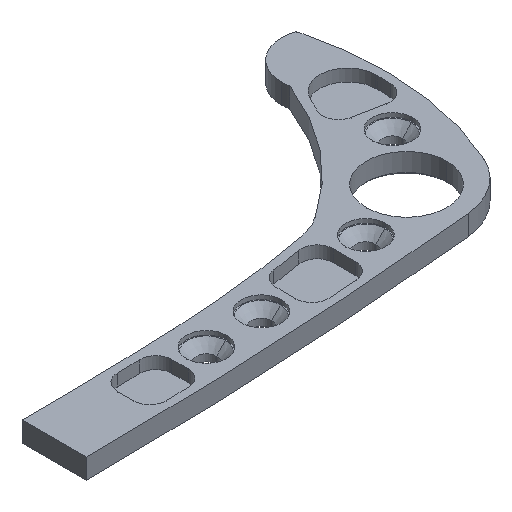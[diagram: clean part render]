
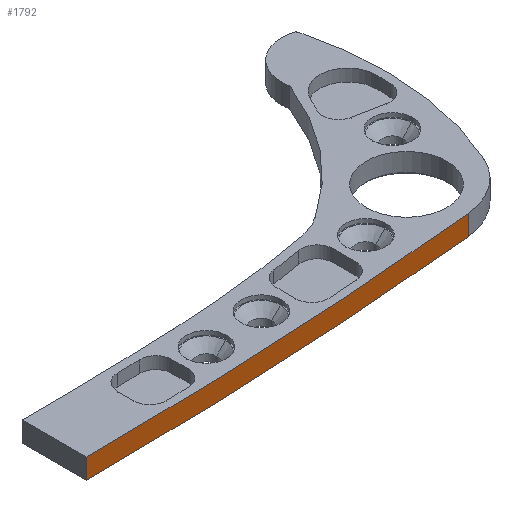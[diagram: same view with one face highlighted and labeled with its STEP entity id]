
A CAD part, isometric view. The second image highlights one B-rep face of the part: STEP entity #1792.
In plain terms, the highlighted cylindrical face has radius 1000 mm (diameter 2000 mm), a partial arc.
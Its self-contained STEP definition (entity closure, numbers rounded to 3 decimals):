
#5 = CARTESIAN_POINT ( 'NONE',  ( 1.399, -13.93, 0. ) ) ;
#48 = FACE_OUTER_BOUND ( 'NONE', #576, .T. ) ;
#52 = LINE ( 'NONE', #86, #513 ) ;
#64 = ORIENTED_EDGE ( 'NONE', *, *, #959, .T. ) ;
#86 = CARTESIAN_POINT ( 'NONE',  ( -98.5, -18.932, 5. ) ) ;
#218 = DIRECTION ( 'NONE',  ( 0., 0., -1. ) ) ;
#235 = DIRECTION ( 'NONE',  ( 0., 0., 1. ) ) ;
#409 = CIRCLE ( 'NONE', #1260, 1000. ) ;
#513 = VECTOR ( 'NONE', #218, 1000. ) ;
#576 = EDGE_LOOP ( 'NONE', ( #886, #969, #2136, #64 ) ) ;
#617 = CIRCLE ( 'NONE', #758, 1000. ) ;
#679 = CARTESIAN_POINT ( 'NONE',  ( -98.5, -18.932, 5. ) ) ;
#758 = AXIS2_PLACEMENT_3D ( 'NONE', #2033, #235, #906 ) ;
#852 = EDGE_CURVE ( 'NONE', #1366, #1228, #2179, .T. ) ;
#857 = DIRECTION ( 'NONE',  ( 1., 0., 0. ) ) ;
#870 = DIRECTION ( 'NONE',  ( -1., 0., 0. ) ) ;
#880 = DIRECTION ( 'NONE',  ( 0., 0., -1. ) ) ;
#886 = ORIENTED_EDGE ( 'NONE', *, *, #1183, .T. ) ;
#906 = DIRECTION ( 'NONE',  ( 1., 0., 0. ) ) ;
#959 = EDGE_CURVE ( 'NONE', #1662, #1301, #52, .T. ) ;
#969 = ORIENTED_EDGE ( 'NONE', *, *, #852, .F. ) ;
#1036 = VECTOR ( 'NONE', #1479, 1000. ) ;
#1183 = EDGE_CURVE ( 'NONE', #1301, #1228, #409, .T. ) ;
#1209 = CARTESIAN_POINT ( 'NONE',  ( -98.5, 981.068, 0. ) ) ;
#1228 = VERTEX_POINT ( 'NONE', #5 ) ;
#1242 = EDGE_CURVE ( 'NONE', #1662, #1366, #617, .T. ) ;
#1260 = AXIS2_PLACEMENT_3D ( 'NONE', #1209, #1845, #857 ) ;
#1265 = CARTESIAN_POINT ( 'NONE',  ( -98.5, -18.932, 0. ) ) ;
#1284 = CARTESIAN_POINT ( 'NONE',  ( 1.399, -13.93, 5. ) ) ;
#1301 = VERTEX_POINT ( 'NONE', #1265 ) ;
#1366 = VERTEX_POINT ( 'NONE', #2075 ) ;
#1479 = DIRECTION ( 'NONE',  ( 0., 0., -1. ) ) ;
#1583 = CYLINDRICAL_SURFACE ( 'NONE', #1648, 1000. ) ;
#1648 = AXIS2_PLACEMENT_3D ( 'NONE', #1743, #880, #870 ) ;
#1662 = VERTEX_POINT ( 'NONE', #679 ) ;
#1743 = CARTESIAN_POINT ( 'NONE',  ( -98.5, 981.068, 5. ) ) ;
#1792 = ADVANCED_FACE ( 'NONE', ( #48 ), #1583, .T. ) ;
#1845 = DIRECTION ( 'NONE',  ( 0., 0., 1. ) ) ;
#2033 = CARTESIAN_POINT ( 'NONE',  ( -98.5, 981.068, 5. ) ) ;
#2075 = CARTESIAN_POINT ( 'NONE',  ( 1.399, -13.93, 5. ) ) ;
#2136 = ORIENTED_EDGE ( 'NONE', *, *, #1242, .F. ) ;
#2179 = LINE ( 'NONE', #1284, #1036 ) ;
